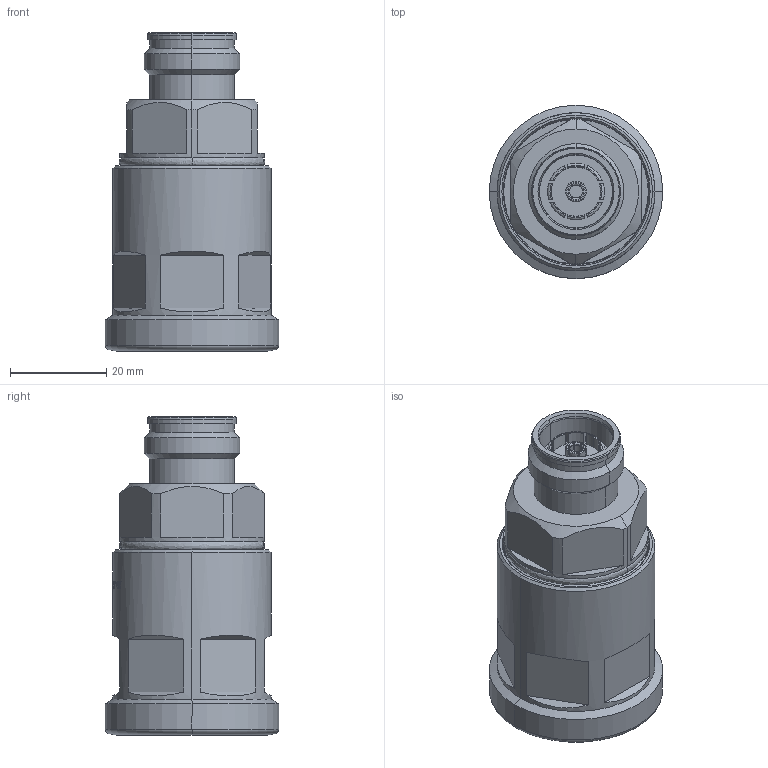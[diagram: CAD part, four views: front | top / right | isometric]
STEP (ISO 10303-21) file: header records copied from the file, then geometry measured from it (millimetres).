
FILE_DESCRIPTION (( 'STEP AP214' ), '1' );
FILE_NAME ('J01441A0009.STEP', '2018-11-20T09:30:11', ( '' ), ( '' ), 'SwSTEP 2.0', 'SolidWorks 2017', '' );
FILE_SCHEMA (( 'AUTOMOTIVE_DESIGN' ));
Length unit declared in the file: millimetre
Products named in the file (1): J01441A0009
Bounding box: 36 x 36 x 66.2 mm (x, y, z)
Volume: 38144.7 mm3; surface area: 11709.3 mm2
Topology: 3 solids, 3 shells, 392 faces, 977 edges, 634 vertices
Faces by surface type: plane 141, bspline 91, cylinder 70, cone 50, torus 40
Entity records: 24175 total; most frequent: CARTESIAN_POINT 11394, ORIENTED_EDGE 1954, DIRECTION 1428, EDGE_CURVE 977, VERTEX_POINT 634, AXIS2_PLACEMENT_3D 562, EDGE_LOOP 439, UNCERTAINTY_MEASURE_WITH_UNIT 394
